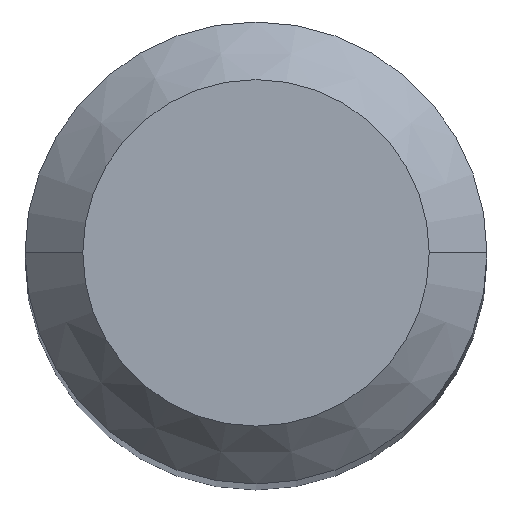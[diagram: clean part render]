
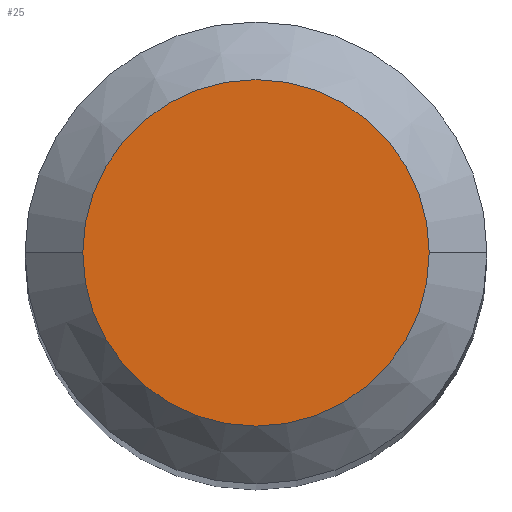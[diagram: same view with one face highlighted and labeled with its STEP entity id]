
A CAD part, top view. The second image highlights one B-rep face of the part: STEP entity #25.
In plain terms, the highlighted planar face has unit normal (0, 0, 1).
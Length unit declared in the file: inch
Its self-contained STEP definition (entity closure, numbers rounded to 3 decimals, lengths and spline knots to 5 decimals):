
#2 = DIRECTION ( 'NONE',  ( -1., 0., 0. ) ) ;
#10 = AXIS2_PLACEMENT_3D ( 'NONE', #352, #349, #2 ) ;
#25 = ADVANCED_FACE ( 'NONE', ( #291 ), #191, .F. ) ;
#48 = AXIS2_PLACEMENT_3D ( 'NONE', #58, #262, #135 ) ;
#58 = CARTESIAN_POINT ( 'NONE',  ( 0., 0., 0. ) ) ;
#62 = CIRCLE ( 'NONE', #48, 0.09375 ) ;
#66 = EDGE_CURVE ( 'NONE', #244, #278, #62, .T. ) ;
#67 = EDGE_LOOP ( 'NONE', ( #402, #376 ) ) ;
#80 = CARTESIAN_POINT ( 'NONE',  ( -0.09375, 0., 0. ) ) ;
#122 = DIRECTION ( 'NONE',  ( 0., 0., 1. ) ) ;
#135 = DIRECTION ( 'NONE',  ( 1., 0., 0. ) ) ;
#154 = CIRCLE ( 'NONE', #384, 0.09375 ) ;
#191 = PLANE ( 'NONE',  #10 ) ;
#227 = CARTESIAN_POINT ( 'NONE',  ( 0.09375, 0., 0. ) ) ;
#244 = VERTEX_POINT ( 'NONE', #80 ) ;
#248 = EDGE_CURVE ( 'NONE', #278, #244, #154, .T. ) ;
#262 = DIRECTION ( 'NONE',  ( 0., 0., 1. ) ) ;
#278 = VERTEX_POINT ( 'NONE', #227 ) ;
#291 = FACE_OUTER_BOUND ( 'NONE', #67, .T. ) ;
#310 = CARTESIAN_POINT ( 'NONE',  ( 0., 0., 0. ) ) ;
#344 = DIRECTION ( 'NONE',  ( 1., 0., 0. ) ) ;
#349 = DIRECTION ( 'NONE',  ( 0., 0., -1. ) ) ;
#352 = CARTESIAN_POINT ( 'NONE',  ( 0., 0., 0. ) ) ;
#376 = ORIENTED_EDGE ( 'NONE', *, *, #248, .T. ) ;
#384 = AXIS2_PLACEMENT_3D ( 'NONE', #310, #122, #344 ) ;
#402 = ORIENTED_EDGE ( 'NONE', *, *, #66, .T. ) ;
